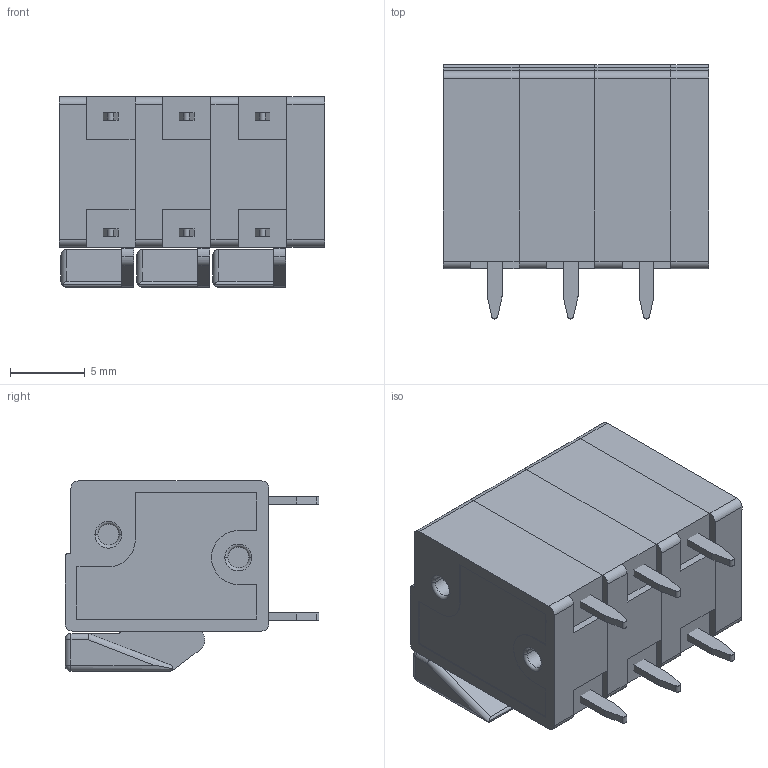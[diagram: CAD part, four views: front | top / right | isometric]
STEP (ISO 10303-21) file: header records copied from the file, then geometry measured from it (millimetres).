
FILE_DESCRIPTION (( 'STEP AP214' ), '1' );
FILE_NAME ('PCB terminal block FFKDS 5.08_3.STEP', '2022-07-19T19:38:17', ( 'M.B.I.' ), ( '' ), 'SwSTEP 2.0', '', '' );
FILE_SCHEMA (( 'AUTOMOTIVE_DESIGN' ));
Length unit declared in the file: millimetre
Products named in the file (3): FFKDS 5.08; FFKDS CAP; PCB terminal block FFKDS 5.08_3
Assembly tree (4 placements, depth 2):
  PCB terminal block FFKDS 5.08_3
    FFKDS 5.08  x3
    FFKDS CAP
Bounding box: 17.78 x 17 x 12.73 mm (x, y, z)
Volume: 1643.7 mm3; surface area: 4675.7 mm2
Topology: 10 solids, 10 shells, 668 faces, 1812 edges, 1181 vertices
Faces by surface type: plane 398, cylinder 234, torus 24, sphere 6, cone 6
Entity records: 8180 total; most frequent: CARTESIAN_POINT 1494, DIRECTION 1371, ORIENTED_EDGE 1364, EDGE_CURVE 682, LINE 491, VECTOR 491, VERTEX_POINT 447, AXIS2_PLACEMENT_3D 440
